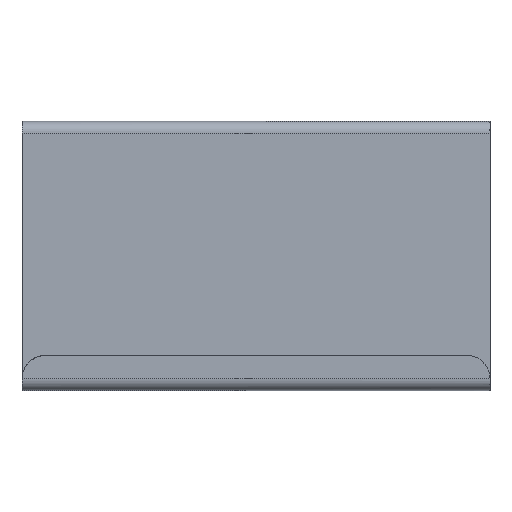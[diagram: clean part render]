
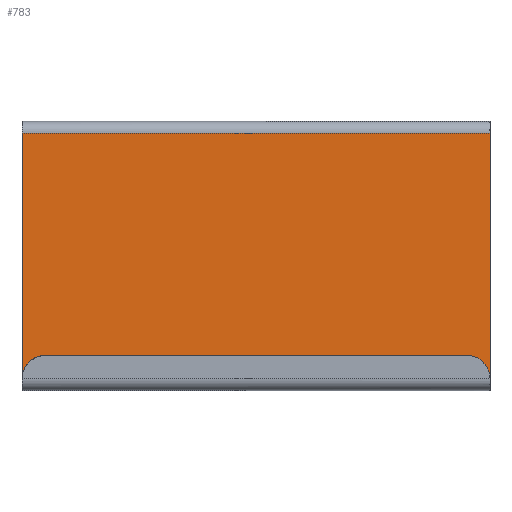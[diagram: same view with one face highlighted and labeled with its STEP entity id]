
A CAD part, front view. The second image highlights one B-rep face of the part: STEP entity #783.
In plain terms, the highlighted free-form (B-spline) face has degree [1, 1] with [2, 2] control points.
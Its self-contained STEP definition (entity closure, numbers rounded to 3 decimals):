
#243=CARTESIAN_POINT('',(20.0,-9.7,22.0));
#244=VERTEX_POINT('',#243);
#265=CARTESIAN_POINT('',(-20.0,-9.7,22.0));
#266=VERTEX_POINT('',#265);
#280=CARTESIAN_POINT('',(20.0,-9.7,22.0));
#281=CARTESIAN_POINT('',(-20.0,-9.7,22.0));
#282=QUASI_UNIFORM_CURVE('',1,(#280,#281),.UNSPECIFIED.,.F.,.U.);
#283=EDGE_CURVE('',#244,#266,#282,.T.);
#535=CARTESIAN_POINT('',(-20.0,-9.7,1.0));
#536=VERTEX_POINT('',#535);
#542=CARTESIAN_POINT('',(-20.0,-9.7,1.0));
#543=CARTESIAN_POINT('',(-20.0,-9.7,22.0));
#544=QUASI_UNIFORM_CURVE('',1,(#542,#543),.UNSPECIFIED.,.F.,.U.);
#545=EDGE_CURVE('',#536,#266,#544,.T.);
#593=CARTESIAN_POINT('',(20.0,-9.7,1.0));
#594=VERTEX_POINT('',#593);
#640=CARTESIAN_POINT('',(20.0,-9.7,1.0));
#641=CARTESIAN_POINT('',(20.0,-9.7,22.0));
#642=QUASI_UNIFORM_CURVE('',1,(#640,#641),.UNSPECIFIED.,.F.,.U.);
#643=EDGE_CURVE('',#594,#244,#642,.T.);
#768=CARTESIAN_POINT('',(-21.998,-9.7,23.049));
#769=CARTESIAN_POINT('',(-21.998,-9.7,-0.049));
#770=CARTESIAN_POINT('',(21.998,-9.7,23.049));
#771=CARTESIAN_POINT('',(21.998,-9.7,-0.049));
#772=B_SPLINE_SURFACE_WITH_KNOTS('',1,1,((#768,#770),(#769,#771)),.UNSPECIFIED.,.F.,.F.,.U.,(2,2),(2,2),(0.0,23.098),(0.0,43.996),.UNSPECIFIED.);
#773=ORIENTED_EDGE('',*,*,#643,.T.);
#774=ORIENTED_EDGE('',*,*,#283,.T.);
#775=ORIENTED_EDGE('',*,*,#545,.F.);
#776=CARTESIAN_POINT('',(20.0,-9.7,1.0));
#777=CARTESIAN_POINT('',(-20.0,-9.7,1.0));
#778=QUASI_UNIFORM_CURVE('',1,(#776,#777),.UNSPECIFIED.,.F.,.U.);
#779=EDGE_CURVE('',#594,#536,#778,.T.);
#780=ORIENTED_EDGE('',*,*,#779,.F.);
#781=EDGE_LOOP('',(#773,#774,#775,#780));
#782=FACE_OUTER_BOUND('',#781,.T.);
#783=ADVANCED_FACE('',(#782),#772,.T.);
